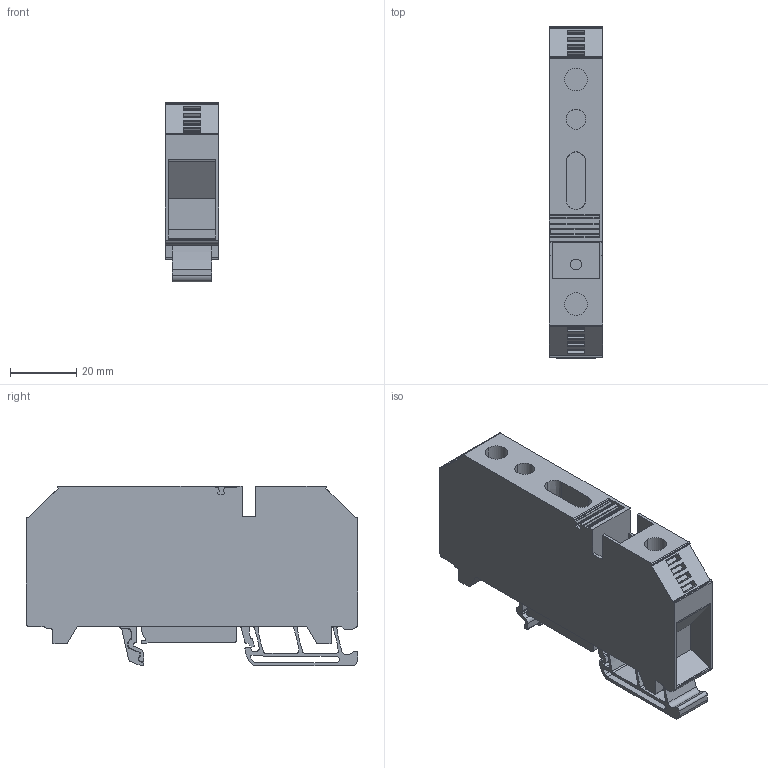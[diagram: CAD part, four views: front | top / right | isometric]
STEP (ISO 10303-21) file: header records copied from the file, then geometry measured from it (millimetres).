
FILE_DESCRIPTION(('CATIA V5 STEP Exchange','CAx-IF Rec.Pracs.--- Model Styling and Organization---1.4--- 2014-01-23'),'2;1');
FILE_NAME ('D1459192_0', '2020-03-03T08:12:27+00:00', ('none'), ('Weidmueller'), 'CATIA Version 5-6 Release 2016 SP3 HF44', 'CATIA V5 STEP AP214', 'none');
FILE_SCHEMA(('AUTOMOTIVE_DESIGN { 1 0 10303 214 1 1 1 1 }'));
Length unit declared in the file: millimetre
Products named in the file (1): 1925050000_WTL_35-1STB-WQV
Bounding box: 16 x 100 x 54.25 mm (x, y, z)
Volume: 60314.9 mm3; surface area: 19740.6 mm2
Topology: 1 solids, 1 shells, 377 faces, 1100 edges, 740 vertices
Faces by surface type: plane 244, cylinder 91, extrusion 28, cone 14
Entity records: 12271 total; most frequent: CARTESIAN_POINT 2584, ORIENTED_EDGE 2200, DIRECTION 1645, EDGE_CURVE 1100, VECTOR 840, LINE 812, VERTEX_POINT 740, AXIS2_PLACEMENT_3D 508
